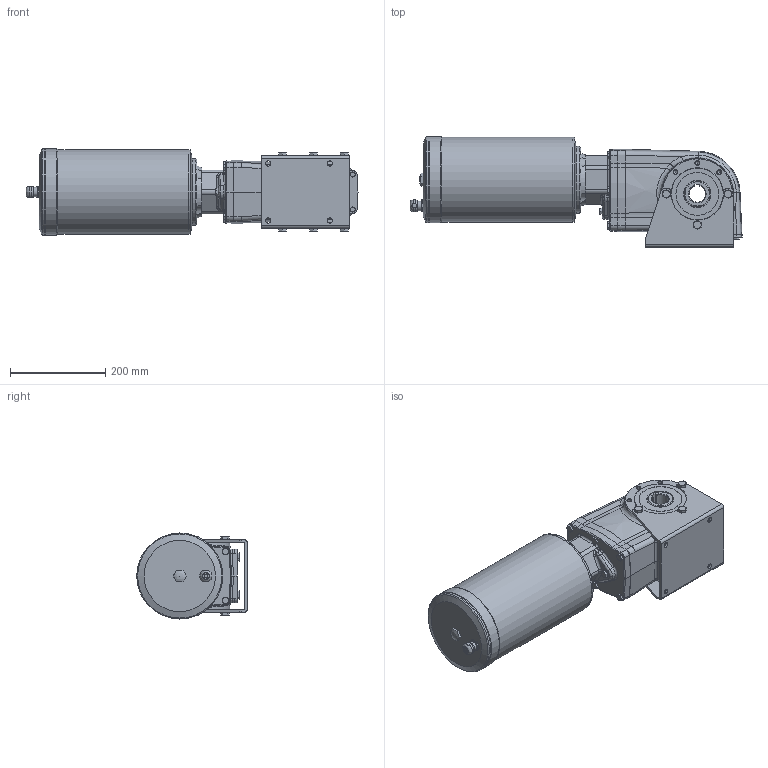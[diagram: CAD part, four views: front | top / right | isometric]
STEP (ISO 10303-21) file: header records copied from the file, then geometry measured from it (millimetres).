
FILE_DESCRIPTION( ( 'Unknown' ), '1' );
FILE_NAME( '97948869E4862CA43FC29329BD35BF.3d.stp', 'Unknown', ( 'Unknown' ), ( 'Unknown' ), 'PSStep 10.1', 'Unknown', ' ' );
FILE_SCHEMA( ( 'AUTOMOTIVE_DESIGN { 1 0 10303 214 1 1 1 1 }' ) );
Length unit declared in the file: millimetre
Products named in the file (1): X62N
Bounding box: 698.5 x 232.5 x 181 mm (x, y, z)
Volume: 14630222 mm3; surface area: 612364.7 mm2
Topology: 1 solids, 26 shells, 935 faces, 2196 edges, 1369 vertices
Faces by surface type: plane 371, cylinder 235, cone 208, torus 63, bspline 53, extrusion 4, sphere 1
Full cylindrical faces by diameter (mm): 6 x6, 6.647 x8, 7 x7, 8.376 x32, 8.9 x6, 9 x4, 10 x12, 10.5 x6, 11 x4, 11.6 x6, 12 x6, 13.4 x1, 14.6 x6, 16.662 x1, 18 x1, 20 x1, 24 x1, 30 x1, 57.5 x2, 58 x2, 62 x1, 85 x1, 90 x2, 95 x1, 110 x2, 140 x1, 177.98 x1, 178 x2, 180.98 x2, 181 x3
Entity records: 38046 total; most frequent: CARTESIAN_POINT 11135, DIRECTION 4004, ORIENTED_EDGE 3652, EDGE_CURVE 1826, AXIS2_PLACEMENT_3D 1660, EDGE_LOOP 1290, VERTEX_POINT 1268, FACE_OUTER_BOUND 1120
